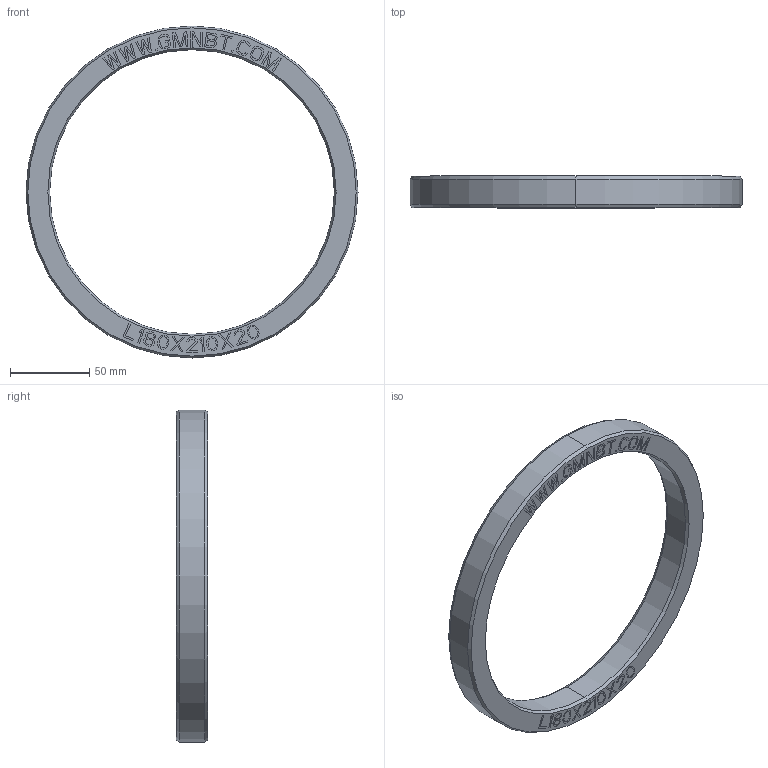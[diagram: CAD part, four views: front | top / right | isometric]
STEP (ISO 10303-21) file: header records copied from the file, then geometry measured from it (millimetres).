
FILE_DESCRIPTION((''),'2;1');
FILE_NAME('L180X210X20_PRT','2014-11-17T',('sales 4'),(''),'PRO/ENGINEER BY PARAMETRIC TECHNOLOGY CORPORATION, 2013150','PRO/ENGINEER BY PARAMETRIC TECHNOLOGY CORPORATION, 2013150','');
FILE_SCHEMA(('AUTOMOTIVE_DESIGN { 1 0 10303 214 1 1 1 1 }'));
Length unit declared in the file: millimetre
Products named in the file (1): L180X210X20_PRT
Bounding box: 210 x 20.08 x 210 mm (x, y, z)
Volume: 176022.2 mm3; surface area: 73783.6 mm2
Topology: 1 solids, 2 shells, 670 faces, 1832 edges, 1196 vertices
Faces by surface type: plane 590, cone 40, torus 32, cylinder 8
Entity records: 28219 total; most frequent: CARTESIAN_POINT 3700, ORIENTED_EDGE 3664, DIRECTION 3288, PRESENTATION_STYLE_ASSIGNMENT 1989, STYLED_ITEM 1833, CURVE_STYLE 1832, EDGE_CURVE 1832, VECTOR 1716
